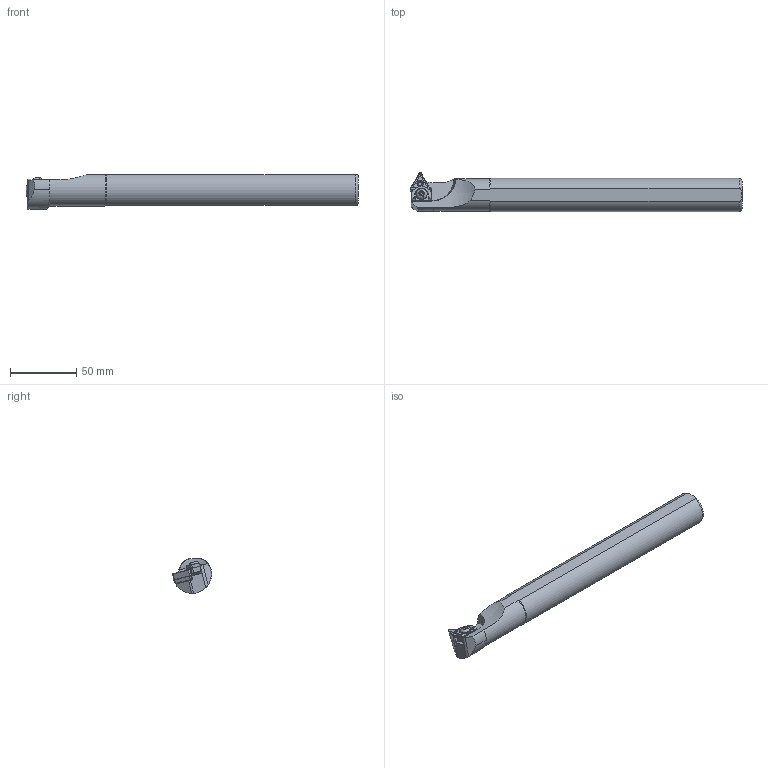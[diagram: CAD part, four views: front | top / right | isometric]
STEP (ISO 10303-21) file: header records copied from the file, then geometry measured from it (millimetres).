
FILE_DESCRIPTION (( 'STEP AP214' ), '1' );
FILE_NAME ('S25S-MT-NL-16-LIGHT.STP', '2023-10-25T14:55:30', ( '' ), ( '' ), 'SwSTEP 2.0', 'SolidWorks 2018', '' );
FILE_SCHEMA (( 'AUTOMOTIVE_DESIGN' ));
Length unit declared in the file: millimetre
Products named in the file (1): S25S-MT-NL-16-LIGHT
Bounding box: 250 x 29.5 x 26.13 mm (x, y, z)
Volume: 112641.4 mm3; surface area: 21565.6 mm2
Topology: 2 solids, 3 shells, 287 faces, 716 edges, 442 vertices
Faces by surface type: plane 116, cylinder 86, cone 47, torus 22, bspline 16
Entity records: 13178 total; most frequent: CARTESIAN_POINT 5437, ORIENTED_EDGE 1428, DIRECTION 1300, EDGE_CURVE 714, AXIS2_PLACEMENT_3D 479, VERTEX_POINT 442, VECTOR 342, LINE 342
